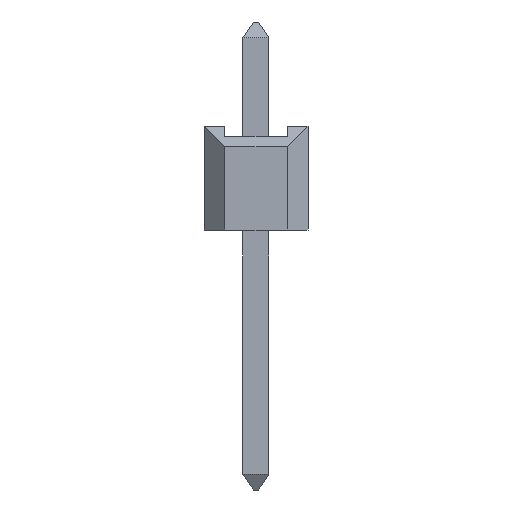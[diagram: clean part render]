
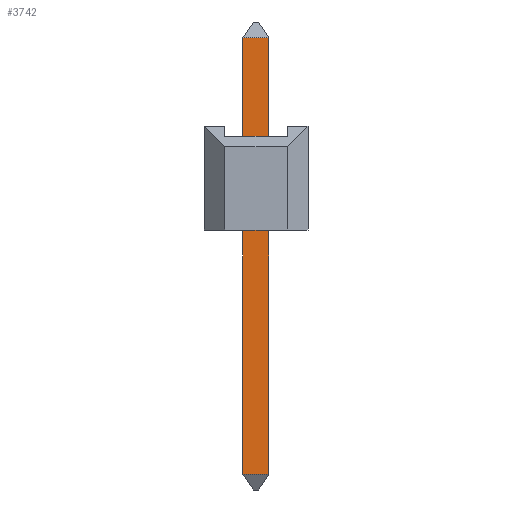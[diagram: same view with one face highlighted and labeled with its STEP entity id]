
A CAD part, front view. The second image highlights one B-rep face of the part: STEP entity #3742.
In plain terms, the highlighted planar face has unit normal (0, -1, 0).
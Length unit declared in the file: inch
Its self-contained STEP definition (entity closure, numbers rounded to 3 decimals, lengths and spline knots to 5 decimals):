
#3742=ADVANCED_FACE('',(#4604),#4184,.T.);
#4184=PLANE('',#11205);
#4604=FACE_OUTER_BOUND('',#5064,.T.);
#5064=EDGE_LOOP('',(#6819,#6820,#6821,#6822));
#6819=ORIENTED_EDGE('',*,*,#8631,.T.);
#6820=ORIENTED_EDGE('',*,*,#8639,.T.);
#6821=ORIENTED_EDGE('',*,*,#8636,.F.);
#6822=ORIENTED_EDGE('',*,*,#8640,.T.);
#7689=VERTEX_POINT('',#14891);
#7690=VERTEX_POINT('',#14893);
#7693=VERTEX_POINT('',#14903);
#7694=VERTEX_POINT('',#14904);
#8631=EDGE_CURVE('',#7690,#7689,#9645,.T.);
#8636=EDGE_CURVE('',#7693,#7694,#9650,.T.);
#8639=EDGE_CURVE('',#7689,#7694,#9653,.T.);
#8640=EDGE_CURVE('',#7693,#7690,#9654,.T.);
#9645=LINE('',#14892,#10659);
#9650=LINE('',#14902,#10664);
#9653=LINE('',#14908,#10667);
#9654=LINE('',#14909,#10668);
#10659=VECTOR('',#12838,1.);
#10664=VECTOR('',#12847,1.);
#10667=VECTOR('',#12852,1.);
#10668=VECTOR('',#12853,1.);
#11205=AXIS2_PLACEMENT_3D('',#14910,#12854,#12855);
#12838=DIRECTION('',(0.,0.,-1.));
#12847=DIRECTION('',(0.,0.,-1.));
#12852=DIRECTION('',(1.,0.,0.));
#12853=DIRECTION('',(-1.,0.,0.));
#12854=DIRECTION('',(0.,-1.,0.));
#12855=DIRECTION('',(0.,0.,-1.));
#14891=CARTESIAN_POINT('',(-0.0125,-0.0125,-0.235));
#14892=CARTESIAN_POINT('',(-0.0125,-0.0125,0.2));
#14893=CARTESIAN_POINT('',(-0.0125,-0.0125,0.185));
#14902=CARTESIAN_POINT('',(0.0125,-0.0125,0.2));
#14903=CARTESIAN_POINT('',(0.0125,-0.0125,0.185));
#14904=CARTESIAN_POINT('',(0.0125,-0.0125,-0.235));
#14908=CARTESIAN_POINT('',(0.0125,-0.0125,-0.235));
#14909=CARTESIAN_POINT('',(-0.0125,-0.0125,0.185));
#14910=CARTESIAN_POINT('',(0.0125,-0.0125,0.2));
